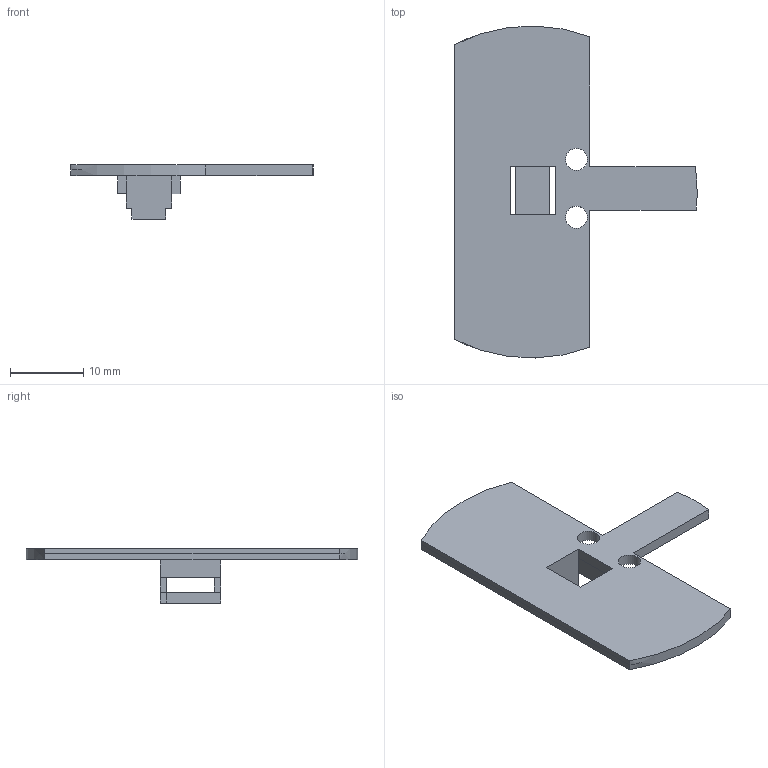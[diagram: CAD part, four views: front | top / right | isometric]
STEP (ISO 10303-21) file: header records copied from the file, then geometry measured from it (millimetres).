
FILE_DESCRIPTION(/* description */ (''),/* implementation_level */ '2;1');
FILE_NAME(/* name */ 'Test Button Holder.step',/* time_stamp */ '2024-08-25T14:46:54-07:00',/* author */ (''),/* organization */ (''),/* preprocessor_version */ 'ST-DEVELOPER v20',/* originating_system */ 'Autodesk Translation Framework v13.14.0.145',/* authorisation */ '');
FILE_SCHEMA (('AUTOMOTIVE_DESIGN { 1 0 10303 214 3 1 1 }'));
Length unit declared in the file: millimetre
Products named in the file (1): Water Testing Box
Bounding box: 33.08 x 45.33 x 7.44 mm (x, y, z)
Volume: 1410.5 mm3; surface area: 2411.1 mm2
Topology: 1 solids, 1 shells, 49 faces, 136 edges, 88 vertices
Faces by surface type: plane 44, cylinder 5
Full cylindrical faces by diameter (mm): 3 x2
Entity records: 1597 total; most frequent: CARTESIAN_POINT 274, ORIENTED_EDGE 272, DIRECTION 250, EDGE_CURVE 136, LINE 122, VECTOR 122, VERTEX_POINT 88, AXIS2_PLACEMENT_3D 64
